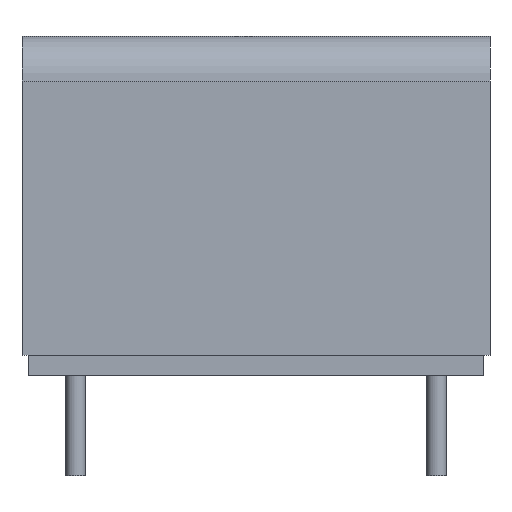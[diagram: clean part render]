
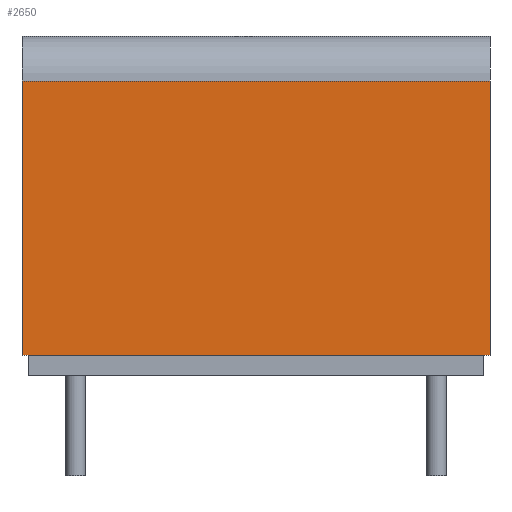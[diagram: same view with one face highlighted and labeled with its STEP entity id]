
A CAD part, left-side view. The second image highlights one B-rep face of the part: STEP entity #2650.
In plain terms, the highlighted face is planar.
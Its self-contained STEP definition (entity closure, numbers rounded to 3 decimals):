
#195=LINE('',#3334,#314);
#215=LINE('',#3574,#334);
#223=LINE('',#3758,#342);
#224=LINE('',#3760,#343);
#314=VECTOR('',#2955,1000.);
#334=VECTOR('',#2991,1000.);
#342=VECTOR('',#3011,1000.);
#343=VECTOR('',#3014,1000.);
#422=PLANE('',#2786);
#669=ORIENTED_EDGE('',*,*,#1120,.T.);
#670=ORIENTED_EDGE('',*,*,#1159,.F.);
#671=ORIENTED_EDGE('',*,*,#1067,.F.);
#672=ORIENTED_EDGE('',*,*,#1158,.T.);
#1067=EDGE_CURVE('',#1326,#1321,#195,.T.);
#1120=EDGE_CURVE('',#1374,#1372,#215,.T.);
#1158=EDGE_CURVE('',#1326,#1374,#223,.T.);
#1159=EDGE_CURVE('',#1321,#1372,#224,.T.);
#1321=VERTEX_POINT('',#3324);
#1326=VERTEX_POINT('',#3333);
#1372=VERTEX_POINT('',#3572);
#1374=VERTEX_POINT('',#3575);
#1545=EDGE_LOOP('',(#669,#670,#671,#672));
#1693=FACE_BOUND('',#1545,.T.);
#2650=ADVANCED_FACE('',(#1693),#422,.F.);
#2786=AXIS2_PLACEMENT_3D('',#3759,#3012,#3013);
#2955=DIRECTION('',(0.,0.,-1.));
#2991=DIRECTION('',(0.,0.,-1.));
#3011=DIRECTION('',(1.,0.,0.));
#3012=DIRECTION('',(0.,-1.,0.));
#3013=DIRECTION('',(0.,0.,-1.));
#3014=DIRECTION('',(1.,0.,0.));
#3324=CARTESIAN_POINT('',(-10.5,7.25,5.4));
#3333=CARTESIAN_POINT('',(-10.5,7.25,17.7));
#3334=CARTESIAN_POINT('',(-10.5,7.25,17.7));
#3572=CARTESIAN_POINT('',(10.5,7.25,5.4));
#3574=CARTESIAN_POINT('',(10.5,7.25,17.7));
#3575=CARTESIAN_POINT('',(10.5,7.25,17.7));
#3758=CARTESIAN_POINT('',(5.25,7.25,17.7));
#3759=CARTESIAN_POINT('',(5.25,7.25,17.7));
#3760=CARTESIAN_POINT('',(5.25,7.25,5.4));
